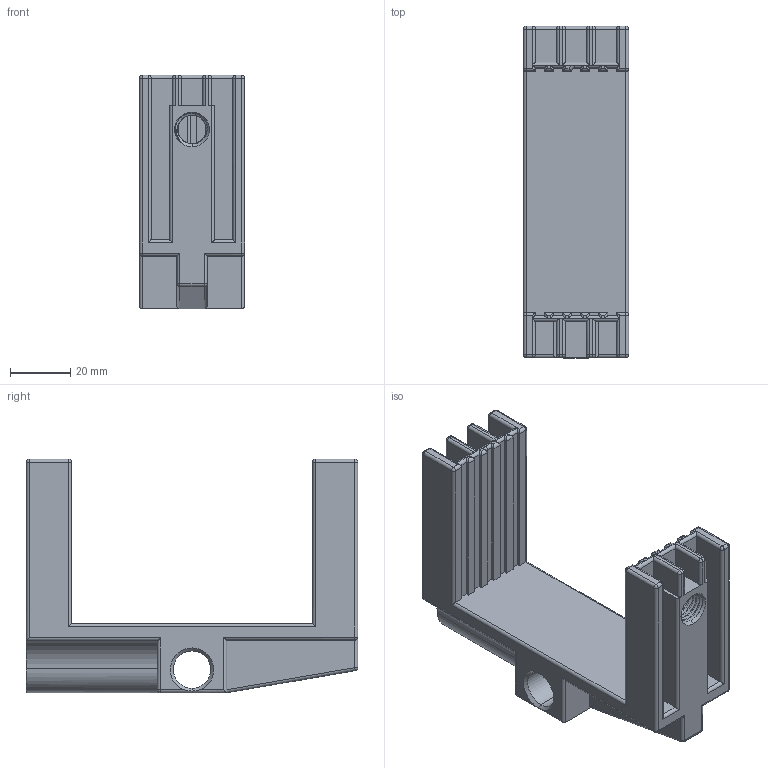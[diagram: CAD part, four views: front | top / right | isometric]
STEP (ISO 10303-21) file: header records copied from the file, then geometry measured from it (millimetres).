
FILE_DESCRIPTION (( 'STEP AP214' ), '1' );
FILE_NAME ('Äåðæàëî ëàìïû.STEP', '2025-02-27T08:14:07', ( '' ), ( '' ), 'SwSTEP 2.0', 'SolidWorks 2024', '' );
FILE_SCHEMA (( 'AUTOMOTIVE_DESIGN' ));
Length unit declared in the file: millimetre
Products named in the file (1): Держало лампы
Bounding box: 35 x 110 x 77.5 mm (x, y, z)
Volume: 79038.8 mm3; surface area: 34280.5 mm2
Topology: 1 solids, 1 shells, 287 faces, 693 edges, 381 vertices
Faces by surface type: cylinder 146, plane 101, sphere 26, cone 10, bspline 3, torus 1
Entity records: 11587 total; most frequent: CARTESIAN_POINT 5419, ORIENTED_EDGE 1334, DIRECTION 1219, EDGE_CURVE 667, VECTOR 417, LINE 417, AXIS2_PLACEMENT_3D 401, VERTEX_POINT 381
